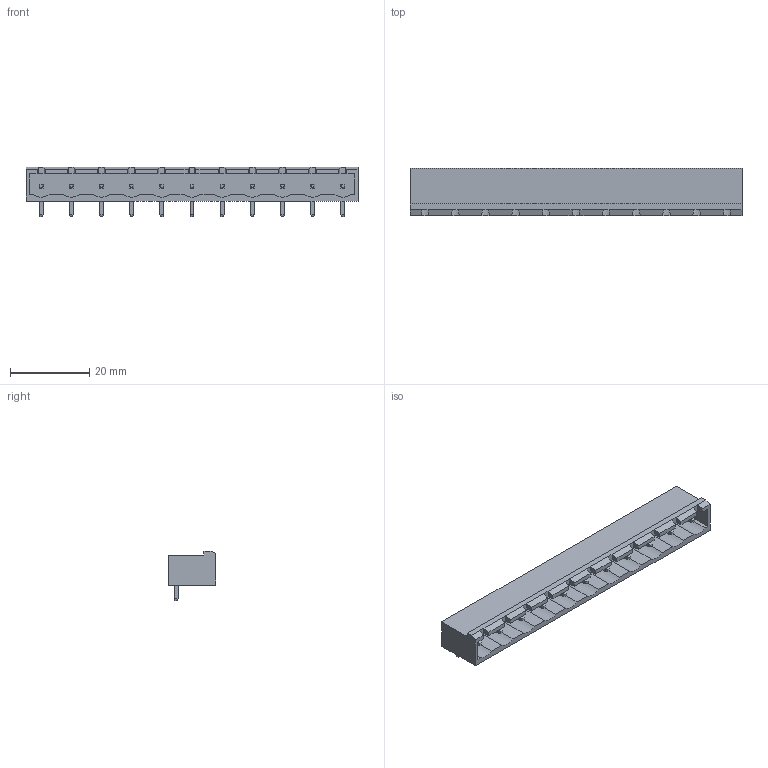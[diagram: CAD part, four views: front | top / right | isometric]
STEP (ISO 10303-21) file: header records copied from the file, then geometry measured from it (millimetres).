
FILE_DESCRIPTION(/* description */ ('model of PhoenixContact_GMSTBA-G_11x7.62mm_Angled.'),/* implementation_level */ FILE_NAME(/* name */ 'PhoenixContact_GMSTBA-G_11x7.62mm_Angled..stp',/* time_stamp */ '2017-02-24T02:17:25',/* author */ ('Rene Poeschl',''),/* organization */ (''),/* preprocessor_version */ '',/* originating_system */ '',/* authorisation */ '');
FILE_NAME(/* name */ 'PhoenixContact_GMSTBA-G_11x7.62mm_Angled..stp',/* time_stamp */ '2017-02-24T02:17:25',/* author */ ('Rene Poeschl',''),/* organization */ (''),/* preprocessor_version */ '',/* originating_system */ '',/* authorisation */ '');
FILE_SCHEMA(('AUTOMOTIVE_DESIGN_CC2 { 1 2 10303 214 -1 1 5 4 }'));
Length unit declared in the file: millimetre
Products named in the file (1): GMSTBA_01x11_G_7_62mm
Bounding box: 83.82 x 12 x 12.6 mm (x, y, z)
Volume: 4072.8 mm3; surface area: 5540.5 mm2
Topology: 1 solids, 1 shells, 288 faces, 682 edges, 418 vertices
Faces by surface type: plane 277, cylinder 11
Entity records: 18663 total; most frequent: CARTESIAN_POINT 2973, DIRECTION 2426, LINE 1782, VECTOR 1782, ORIENTED_EDGE 1364, PCURVE 1364, DEFINITIONAL_REPRESENTATION 1364, EDGE_CURVE 682
